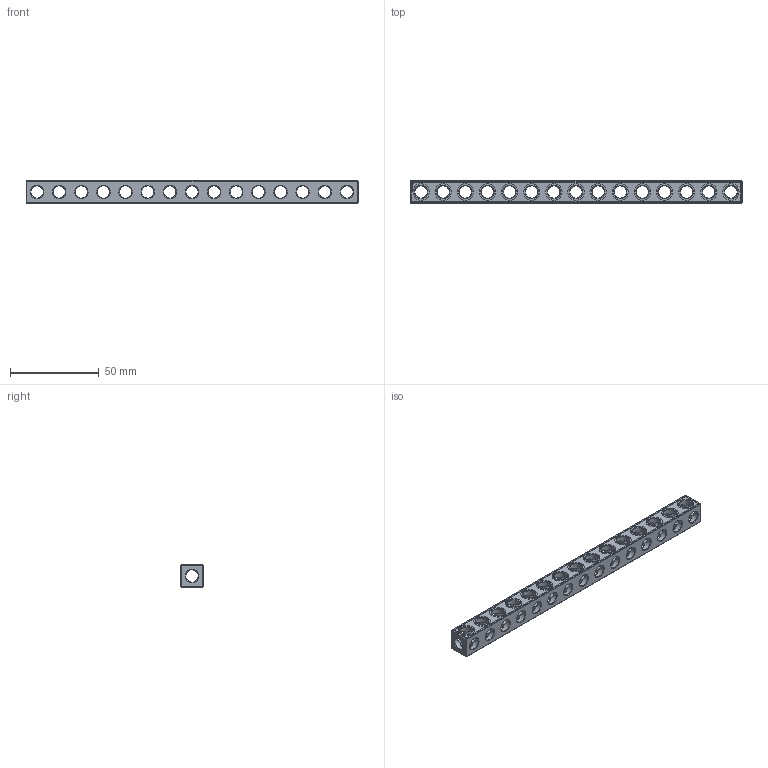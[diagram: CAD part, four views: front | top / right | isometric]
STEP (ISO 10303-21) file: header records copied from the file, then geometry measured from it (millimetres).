
FILE_DESCRIPTION(('FreeCAD Model'),'2;1');
FILE_NAME('Open CASCADE Shape Model','2021-05-23T22:04:01',( 'Paulo Kiefe'),('STEMFIE.org'),'Open CASCADE STEP processor 7.4', 'FreeCAD','Unknown');
FILE_SCHEMA(('AUTOMOTIVE_DESIGN { 1 0 10303 214 1 1 1 1 }'));
Products named in the file (1): Beam_STR_ESS_BU15x01x01_-_SPN-BEM-0052_(stemfie.org)
Bounding box: 187.5 x 12.5 x 12.5 mm (x, y, z)
Volume: 14642 mm3; surface area: 13219 mm2
Topology: 1 solids, 1 shells, 623 faces, 1897 edges, 1264 vertices
Faces by surface type: plane 354, extrusion 116, cylinder 91, cone 62
Full cylindrical faces by diameter (mm): 7 x76, 9.2 x15
Entity records: 63388 total; most frequent: CARTESIAN_POINT 27317, DIRECTION 6062, VECTOR 4032, LINE 3916, ORIENTED_EDGE 3794, PCURVE 3794, DEFINITIONAL_REPRESENTATION 3794, EDGE_CURVE 1897
